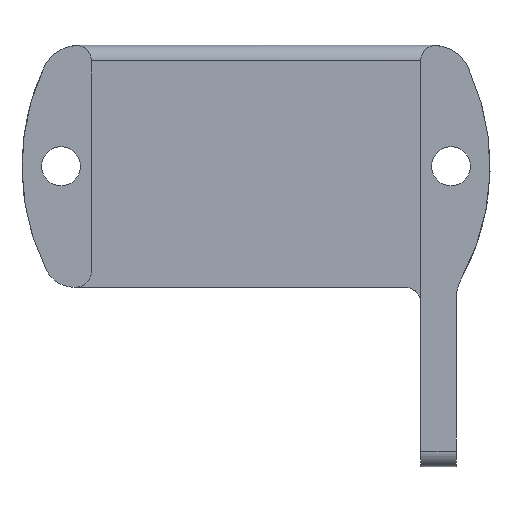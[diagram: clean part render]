
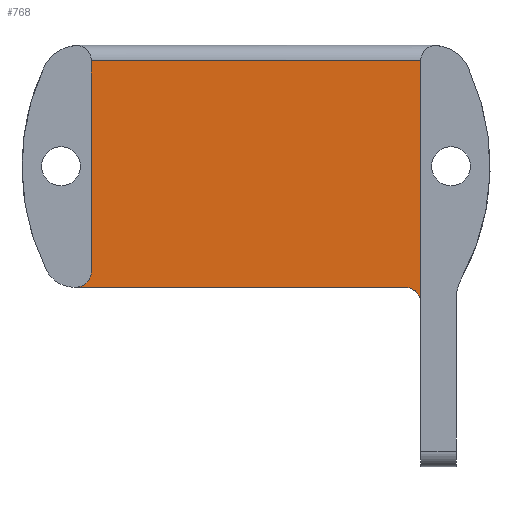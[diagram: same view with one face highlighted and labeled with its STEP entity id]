
A CAD part, front view. The second image highlights one B-rep face of the part: STEP entity #768.
In plain terms, the highlighted planar face has unit normal (0, -1, 0).
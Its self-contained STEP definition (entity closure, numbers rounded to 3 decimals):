
#38=PLANE('',#869);
#44=LINE('',#1234,#85);
#52=LINE('',#1517,#93);
#76=LINE('',#1644,#117);
#81=LINE('',#1661,#122);
#85=VECTOR('',#895,10.);
#93=VECTOR('',#939,10.);
#117=VECTOR('',#1045,10.);
#122=VECTOR('',#1070,10.);
#185=FACE_OUTER_BOUND('',#237,.T.);
#237=EDGE_LOOP('',(#706,#707,#708,#709,#710,#711));
#257=CIRCLE('',#816,2.);
#281=CIRCLE('',#867,2.);
#322=VERTEX_POINT('',#1231);
#323=VERTEX_POINT('',#1233);
#347=VERTEX_POINT('',#1512);
#348=VERTEX_POINT('',#1516);
#378=VERTEX_POINT('',#1642);
#380=VERTEX_POINT('',#1657);
#398=EDGE_CURVE('',#322,#323,#44,.T.);
#433=EDGE_CURVE('',#347,#322,#257,.T.);
#434=EDGE_CURVE('',#347,#348,#52,.T.);
#484=EDGE_CURVE('',#378,#348,#76,.T.);
#491=EDGE_CURVE('',#323,#380,#281,.F.);
#493=EDGE_CURVE('',#378,#380,#81,.T.);
#706=ORIENTED_EDGE('',*,*,#484,.F.);
#707=ORIENTED_EDGE('',*,*,#493,.T.);
#708=ORIENTED_EDGE('',*,*,#491,.F.);
#709=ORIENTED_EDGE('',*,*,#398,.F.);
#710=ORIENTED_EDGE('',*,*,#433,.F.);
#711=ORIENTED_EDGE('',*,*,#434,.T.);
#768=ADVANCED_FACE('',(#185),#38,.F.);
#816=AXIS2_PLACEMENT_3D('',#1514,#935,#936);
#867=AXIS2_PLACEMENT_3D('',#1658,#1065,#1066);
#869=AXIS2_PLACEMENT_3D('',#1662,#1071,#1072);
#895=DIRECTION('',(-1.,0.,0.));
#935=DIRECTION('center_axis',(0.,-1.,0.));
#936=DIRECTION('ref_axis',(0.707,0.,0.707));
#939=DIRECTION('',(0.,0.,1.));
#1045=DIRECTION('',(1.,0.,0.));
#1065=DIRECTION('center_axis',(0.,1.,0.));
#1066=DIRECTION('ref_axis',(0.707,0.,-0.707));
#1070=DIRECTION('',(0.,0.,-1.));
#1071=DIRECTION('center_axis',(0.,1.,0.));
#1072=DIRECTION('ref_axis',(0.,0.,1.));
#1231=CARTESIAN_POINT('',(19.1,32.,-15.5));
#1233=CARTESIAN_POINT('',(-23.1,32.,-15.5));
#1234=CARTESIAN_POINT('',(25.686,32.,-15.5));
#1512=CARTESIAN_POINT('',(21.1,32.,-17.5));
#1514=CARTESIAN_POINT('Origin',(19.1,32.,-17.5));
#1516=CARTESIAN_POINT('',(21.1,32.,13.5));
#1517=CARTESIAN_POINT('',(21.1,32.,-15.5));
#1642=CARTESIAN_POINT('',(-21.1,32.,13.5));
#1644=CARTESIAN_POINT('',(-12.843,32.,13.5));
#1657=CARTESIAN_POINT('',(-21.1,32.,-13.5));
#1658=CARTESIAN_POINT('Origin',(-23.1,32.,-13.5));
#1661=CARTESIAN_POINT('',(-21.1,32.,15.5));
#1662=CARTESIAN_POINT('Origin',(0.,32.,0.));
